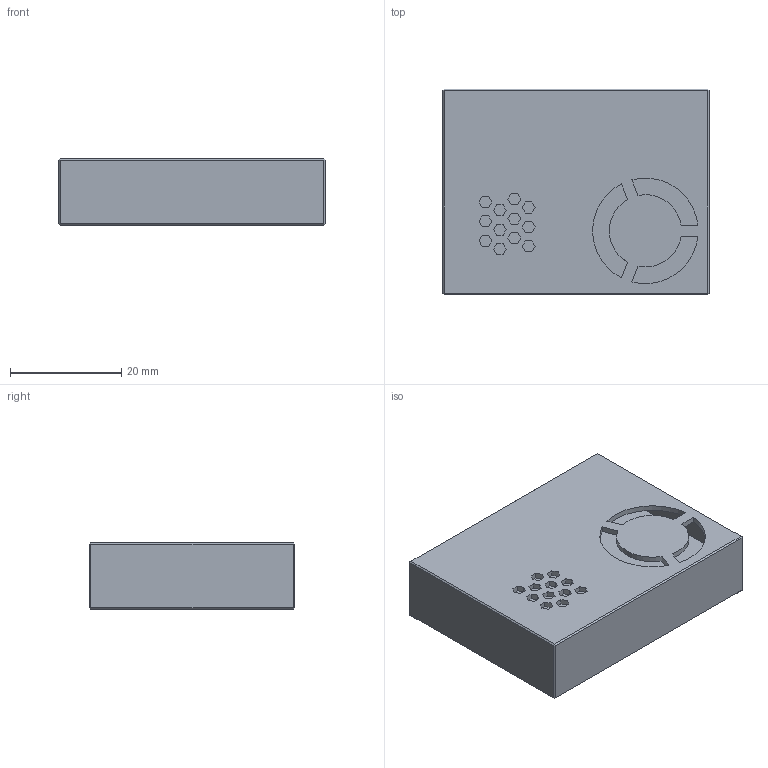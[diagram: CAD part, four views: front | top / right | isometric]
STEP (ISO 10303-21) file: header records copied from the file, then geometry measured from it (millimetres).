
FILE_DESCRIPTION (( 'STEP AP203' ), '1' );
FILE_NAME ('CAN-0002-A.STEP', '2021-02-25T06:41:30', ( '' ), ( '' ), 'SwSTEP 2.0', 'SolidWorks 2020', '' );
FILE_SCHEMA (( 'CONFIG_CONTROL_DESIGN' ));
Length unit declared in the file: millimetre
Products named in the file (1): CAN-0002-A
Bounding box: 48 x 37 x 12 mm (x, y, z)
Volume: 8009.8 mm3; surface area: 13742 mm2
Topology: 3 solids, 3 shells, 286 faces, 742 edges, 484 vertices
Faces by surface type: plane 280, cylinder 6
Entity records: 8655 total; most frequent: CARTESIAN_POINT 1513, ORIENTED_EDGE 1484, DIRECTION 1328, EDGE_CURVE 742, VECTOR 730, LINE 730, VERTEX_POINT 484, EDGE_LOOP 338
